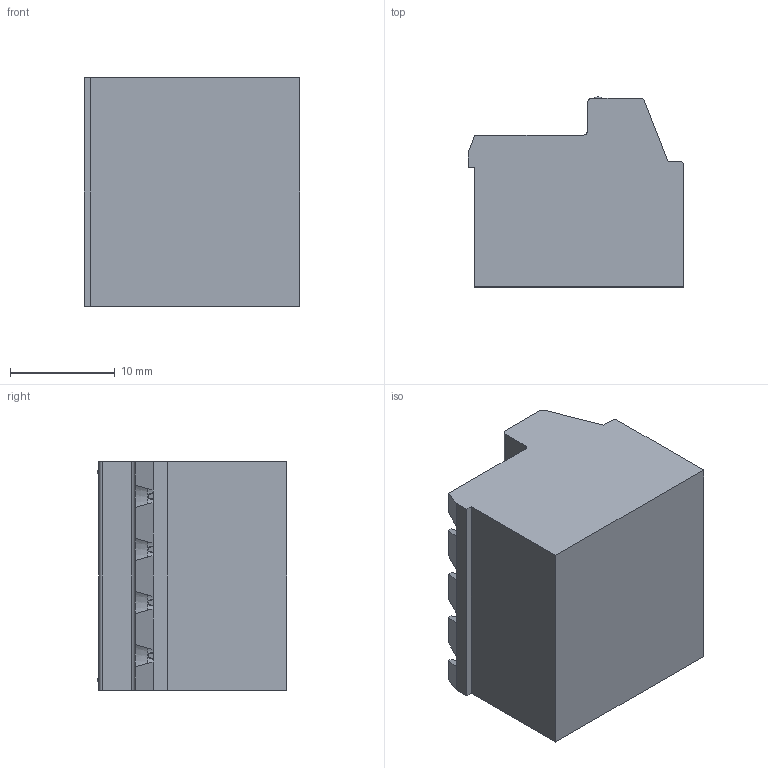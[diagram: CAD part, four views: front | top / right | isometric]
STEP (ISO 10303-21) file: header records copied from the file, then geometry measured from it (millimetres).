
FILE_DESCRIPTION((''),'2;1');
FILE_NAME('PK-TS_4G_508.stp','2011-10-10T12:59:53',('svogel'),(''),'Autodesk Inventor 2011','Autodesk Inventor 2011','');
FILE_SCHEMA(('AUTOMOTIVE_DESIGN { 1 0 10303 214 1 1 1 1 }'));
Length unit declared in the file: millimetre
Products named in the file (1): PK-TS_4_9_GMB
Bounding box: 20.6 x 18.15 x 21.84 mm (x, y, z)
Volume: 5282.9 mm3; surface area: 3481.9 mm2
Topology: 1 solids, 1 shells, 348 faces, 864 edges, 535 vertices
Faces by surface type: plane 232, cylinder 66, cone 20, bspline 16, torus 12, sphere 2
Full cylindrical faces by diameter (mm): 4 x8
Entity records: 10320 total; most frequent: CARTESIAN_POINT 2160, DIRECTION 1680, ORIENTED_EDGE 1672, EDGE_CURVE 836, VECTOR 594, LINE 594, AXIS2_PLACEMENT_3D 543, VERTEX_POINT 527
